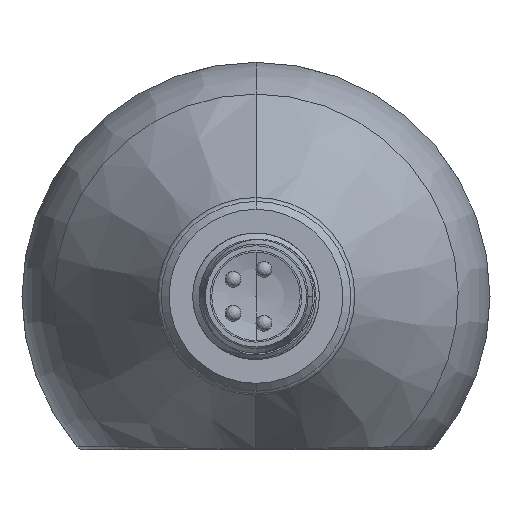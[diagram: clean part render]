
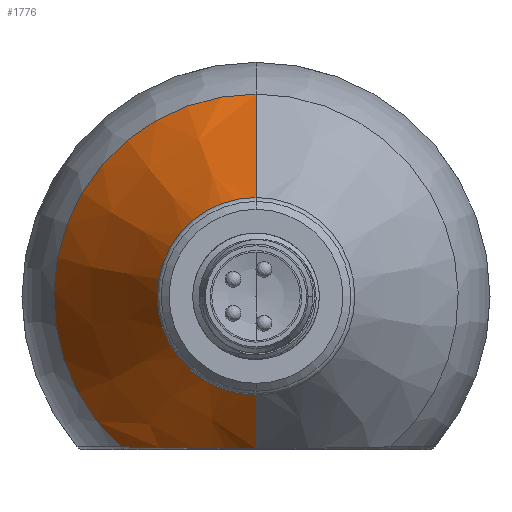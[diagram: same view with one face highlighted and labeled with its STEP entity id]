
A CAD part, front view. The second image highlights one B-rep face of the part: STEP entity #1776.
In plain terms, the highlighted conical face has half-angle 30 degrees and reference radius 14.8 mm.
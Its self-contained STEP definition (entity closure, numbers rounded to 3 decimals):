
#19 = EDGE_CURVE ( 'NONE', #4234, #1559, #2339, .T. ) ;
#20 = EDGE_CURVE ( 'NONE', #1559, #180, #3910, .T. ) ;
#96 = CONICAL_SURFACE ( 'NONE', #3189, 14.8, 0.524 ) ;
#126 = DIRECTION ( 'NONE',  ( 0., 0.866, 0.5 ) ) ;
#157 = CARTESIAN_POINT ( 'NONE',  ( -13.525, -137.824, -17.164 ) ) ;
#180 = VERTEX_POINT ( 'NONE', #282 ) ;
#220 = VERTEX_POINT ( 'NONE', #3164 ) ;
#282 = CARTESIAN_POINT ( 'NONE',  ( -10.181, -138.711, -17.187 ) ) ;
#310 = ORIENTED_EDGE ( 'NONE', *, *, #2786, .F. ) ;
#480 = CARTESIAN_POINT ( 'NONE',  ( -14.262, -137.363, -17.153 ) ) ;
#497 = AXIS2_PLACEMENT_3D ( 'NONE', #1781, #845, #1420 ) ;
#516 = CARTESIAN_POINT ( 'NONE',  ( -10.181, -129.762, 7.246 ) ) ;
#530 = CARTESIAN_POINT ( 'NONE',  ( -15.661, -136.317, -17.13 ) ) ;
#732 = EDGE_CURVE ( 'NONE', #220, #4234, #1726, .T. ) ;
#775 = VECTOR ( 'NONE', #2940, 1000. ) ;
#779 = CARTESIAN_POINT ( 'NONE',  ( -16.31, -135.741, -17.118 ) ) ;
#845 = DIRECTION ( 'NONE',  ( 0., -1., 0. ) ) ;
#1079 = CARTESIAN_POINT ( 'NONE',  ( -10.181, -145.004, -13.554 ) ) ;
#1158 = VERTEX_POINT ( 'NONE', #1079 ) ;
#1170 = CARTESIAN_POINT ( 'NONE',  ( -18.145, -133.895, -17.086 ) ) ;
#1245 = LINE ( 'NONE', #3897, #775 ) ;
#1420 = DIRECTION ( 'NONE',  ( 0., 0., 1. ) ) ;
#1519 = FACE_OUTER_BOUND ( 'NONE', #2168, .T. ) ;
#1559 = VERTEX_POINT ( 'NONE', #2604 ) ;
#1630 = ORIENTED_EDGE ( 'NONE', *, *, #3130, .F. ) ;
#1678 = ORIENTED_EDGE ( 'NONE', *, *, #20, .T. ) ;
#1687 = CARTESIAN_POINT ( 'NONE',  ( -10.181, -133.242, 5.237 ) ) ;
#1726 = LINE ( 'NONE', #516, #2692 ) ;
#1776 = ADVANCED_FACE ( 'NONE', ( #1519 ), #96, .T. ) ;
#1781 = CARTESIAN_POINT ( 'NONE',  ( -10.181, -133.242, -7.554 ) ) ;
#1794 = DIRECTION ( 'NONE',  ( 0., 0., 1. ) ) ;
#1801 = CIRCLE ( 'NONE', #4215, 6. ) ;
#1826 = CARTESIAN_POINT ( 'NONE',  ( -10.398, -138.711, -17.187 ) ) ;
#2102 = CARTESIAN_POINT ( 'NONE',  ( -10.618, -138.699, -17.186 ) ) ;
#2124 = CARTESIAN_POINT ( 'NONE',  ( -11.053, -138.65, -17.185 ) ) ;
#2168 = EDGE_LOOP ( 'NONE', ( #310, #1630, #3919, #2990, #1678 ) ) ;
#2339 = CIRCLE ( 'NONE', #497, 12.79 ) ;
#2345 = DIRECTION ( 'NONE',  ( 0., -1., 0. ) ) ;
#2434 = CARTESIAN_POINT ( 'NONE',  ( -18.72, -133.242, -17.076 ) ) ;
#2456 = CARTESIAN_POINT ( 'NONE',  ( -11.267, -138.614, -17.184 ) ) ;
#2604 = CARTESIAN_POINT ( 'NONE',  ( -18.72, -133.242, -17.076 ) ) ;
#2692 = VECTOR ( 'NONE', #126, 1000. ) ;
#2737 = CARTESIAN_POINT ( 'NONE',  ( -10.181, -138.711, -17.187 ) ) ;
#2783 = CARTESIAN_POINT ( 'NONE',  ( -12.315, -138.337, -17.177 ) ) ;
#2786 = EDGE_CURVE ( 'NONE', #1158, #180, #1245, .T. ) ;
#2940 = DIRECTION ( 'NONE',  ( 0., 0.866, -0.5 ) ) ;
#2990 = ORIENTED_EDGE ( 'NONE', *, *, #19, .T. ) ;
#3130 = EDGE_CURVE ( 'NONE', #220, #1158, #1801, .T. ) ;
#3164 = CARTESIAN_POINT ( 'NONE',  ( -10.181, -145.004, -1.554 ) ) ;
#3189 = AXIS2_PLACEMENT_3D ( 'NONE', #3506, #4091, #1794 ) ;
#3361 = CARTESIAN_POINT ( 'NONE',  ( -10.181, -145.004, -7.554 ) ) ;
#3427 = CARTESIAN_POINT ( 'NONE',  ( -17.552, -134.53, -17.096 ) ) ;
#3506 = CARTESIAN_POINT ( 'NONE',  ( -10.181, -129.762, -7.554 ) ) ;
#3711 = DIRECTION ( 'NONE',  ( 0., 0., 1. ) ) ;
#3897 = CARTESIAN_POINT ( 'NONE',  ( -10.181, -129.762, -22.354 ) ) ;
#3910 = B_SPLINE_CURVE_WITH_KNOTS ( 'NONE', 3,
 ( #2434, #1170, #3427, #779, #530, #480, #157, #2783, #4096, #2456, #2124, #2102, #1826, #2737 ),
 .UNSPECIFIED., .F., .F.,
 ( 4, 2, 2, 2, 2, 2, 4 ),
 ( 0., 0.003, 0.005, 0.008, 0.009, 0.01, 0.01 ),
 .UNSPECIFIED. ) ;
#3919 = ORIENTED_EDGE ( 'NONE', *, *, #732, .T. ) ;
#4091 = DIRECTION ( 'NONE',  ( 0., 1., 0. ) ) ;
#4096 = CARTESIAN_POINT ( 'NONE',  ( -11.902, -138.474, -17.18 ) ) ;
#4215 = AXIS2_PLACEMENT_3D ( 'NONE', #3361, #2345, #3711 ) ;
#4234 = VERTEX_POINT ( 'NONE', #1687 ) ;
